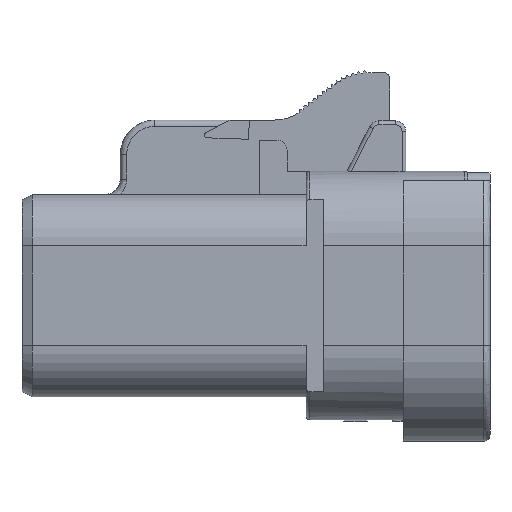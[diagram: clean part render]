
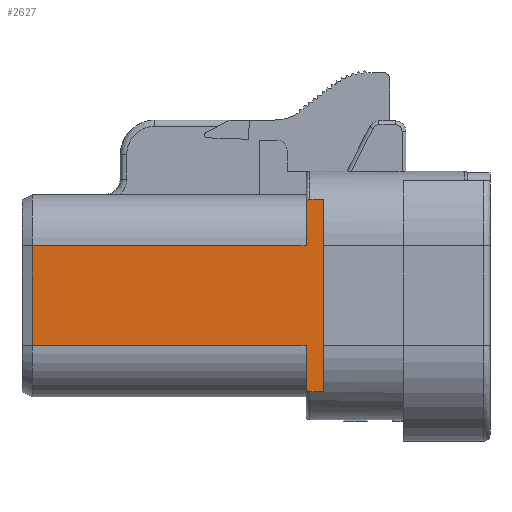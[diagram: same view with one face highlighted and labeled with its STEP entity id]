
A CAD part, left-side view. The second image highlights one B-rep face of the part: STEP entity #2627.
In plain terms, the highlighted planar face has unit normal (-1, 0, 0).
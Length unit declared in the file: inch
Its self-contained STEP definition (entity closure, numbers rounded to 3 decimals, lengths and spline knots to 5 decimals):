
#216 = CARTESIAN_POINT ( 'NONE',  ( -0.38386, 0.48346, 0.2954 ) ) ;
#307 = EDGE_CURVE ( 'NONE', #13155, #21770, #30690, .T. ) ;
#498 = CARTESIAN_POINT ( 'NONE',  ( -0.38386, 0.49462, 0.28404 ) ) ;
#572 = CARTESIAN_POINT ( 'NONE',  ( -0.38386, 0., -0.31004 ) ) ;
#1236 = ORIENTED_EDGE ( 'NONE', *, *, #1708, .T. ) ;
#1240 = CARTESIAN_POINT ( 'NONE',  ( -0.38386, 0.49528, -0.27565 ) ) ;
#1280 = ORIENTED_EDGE ( 'NONE', *, *, #14758, .T. ) ;
#1604 = LINE ( 'NONE', #35392, #35292 ) ;
#1708 = EDGE_CURVE ( 'NONE', #39871, #25141, #1604, .T. ) ;
#2627 = ADVANCED_FACE ( 'NONE', ( #3636 ), #3969, .T. ) ;
#2805 = CARTESIAN_POINT ( 'NONE',  ( -0.38386, 0., 0.2954 ) ) ;
#3636 = FACE_OUTER_BOUND ( 'NONE', #17759, .T. ) ;
#3781 = DIRECTION ( 'NONE',  ( 0., -1., 0. ) ) ;
#3969 = PLANE ( 'NONE',  #39847 ) ;
#4302 = EDGE_CURVE ( 'NONE', #6435, #35866, #4738, .T. ) ;
#4738 = B_SPLINE_CURVE_WITH_KNOTS ( 'NONE', 3,
 ( #11686, #28612, #18259, #28753, #41539, #15058, #4916, #1240 ),
 .UNSPECIFIED., .F., .F.,
 ( 4, 2, 2, 4 ),
 ( 0., 0.00016, 0.00032, 0.00064 ),
 .UNSPECIFIED. ) ;
#4916 = CARTESIAN_POINT ( 'NONE',  ( -0.38386, 0.49528, -0.27987 ) ) ;
#5706 = VECTOR ( 'NONE', #3781, 39.37008 ) ;
#6435 = VERTEX_POINT ( 'NONE', #40244 ) ;
#6770 = DIRECTION ( 'NONE',  ( 0., 0., 1. ) ) ;
#8065 = VECTOR ( 'NONE', #16854, 39.37008 ) ;
#8581 = LINE ( 'NONE', #20982, #8065 ) ;
#9023 = VERTEX_POINT ( 'NONE', #11147 ) ;
#10018 = VECTOR ( 'NONE', #19998, 39.37008 ) ;
#10997 = DIRECTION ( 'NONE',  ( 0., 1., 0. ) ) ;
#11147 = CARTESIAN_POINT ( 'NONE',  ( -0.38386, 0.49528, 0.27565 ) ) ;
#11585 = EDGE_CURVE ( 'NONE', #28214, #39871, #17036, .T. ) ;
#11638 = ORIENTED_EDGE ( 'NONE', *, *, #30795, .T. ) ;
#11686 = CARTESIAN_POINT ( 'NONE',  ( -0.38386, 0.48346, -0.2954 ) ) ;
#11987 = LINE ( 'NONE', #20793, #5706 ) ;
#13155 = VERTEX_POINT ( 'NONE', #15412 ) ;
#13211 = B_SPLINE_CURVE_WITH_KNOTS ( 'NONE', 3,
 ( #37432, #13594, #498, #24041, #27451, #17243, #20640, #216 ),
 .UNSPECIFIED., .F., .F.,
 ( 4, 2, 2, 4 ),
 ( 0., 0.00032, 0.00048, 0.00063 ),
 .UNSPECIFIED. ) ;
#13272 = EDGE_CURVE ( 'NONE', #6435, #16260, #16379, .T. ) ;
#13527 = CARTESIAN_POINT ( 'NONE',  ( -0.38386, 0.49528, -0.31004 ) ) ;
#13594 = CARTESIAN_POINT ( 'NONE',  ( -0.38386, 0.49528, 0.27987 ) ) ;
#14170 = CARTESIAN_POINT ( 'NONE',  ( -0.38386, 1.33465, 0.15256 ) ) ;
#14758 = EDGE_CURVE ( 'NONE', #9023, #28214, #27913, .T. ) ;
#15058 = CARTESIAN_POINT ( 'NONE',  ( -0.38386, 0.49459, -0.28411 ) ) ;
#15412 = CARTESIAN_POINT ( 'NONE',  ( -0.38386, 0.44094, 0.2954 ) ) ;
#16260 = VERTEX_POINT ( 'NONE', #42404 ) ;
#16379 = LINE ( 'NONE', #35874, #29586 ) ;
#16712 = ORIENTED_EDGE ( 'NONE', *, *, #4302, .F. ) ;
#16753 = EDGE_CURVE ( 'NONE', #16260, #13155, #40868, .T. ) ;
#16854 = DIRECTION ( 'NONE',  ( 0., 0., -1. ) ) ;
#17036 = LINE ( 'NONE', #31166, #24457 ) ;
#17243 = CARTESIAN_POINT ( 'NONE',  ( -0.38386, 0.48765, 0.29441 ) ) ;
#17254 = EDGE_CURVE ( 'NONE', #25141, #41404, #11987, .T. ) ;
#17295 = CARTESIAN_POINT ( 'NONE',  ( -0.38386, 0.49528, 0.15256 ) ) ;
#17541 = ORIENTED_EDGE ( 'NONE', *, *, #307, .T. ) ;
#17759 = EDGE_LOOP ( 'NONE', ( #41846, #1236, #29594, #11638, #16712, #34652, #33927, #17541, #21034, #1280 ) ) ;
#18259 = CARTESIAN_POINT ( 'NONE',  ( -0.38386, 0.48761, -0.29444 ) ) ;
#19998 = DIRECTION ( 'NONE',  ( 0., 0., -1. ) ) ;
#20279 = DIRECTION ( 'NONE',  ( -1., 0., 0. ) ) ;
#20640 = CARTESIAN_POINT ( 'NONE',  ( -0.38386, 0.48561, 0.2954 ) ) ;
#20793 = CARTESIAN_POINT ( 'NONE',  ( -0.38386, 0., -0.15256 ) ) ;
#20982 = CARTESIAN_POINT ( 'NONE',  ( -0.38386, 0.49528, 0. ) ) ;
#21034 = ORIENTED_EDGE ( 'NONE', *, *, #31204, .F. ) ;
#21770 = VERTEX_POINT ( 'NONE', #39980 ) ;
#22414 = VECTOR ( 'NONE', #23882, 39.37008 ) ;
#23408 = CARTESIAN_POINT ( 'NONE',  ( -0.38386, 1.33465, -0.15256 ) ) ;
#23882 = DIRECTION ( 'NONE',  ( 0., 0., 1. ) ) ;
#24041 = CARTESIAN_POINT ( 'NONE',  ( -0.38386, 0.49196, 0.28979 ) ) ;
#24457 = VECTOR ( 'NONE', #10997, 39.37008 ) ;
#25141 = VERTEX_POINT ( 'NONE', #23408 ) ;
#27451 = CARTESIAN_POINT ( 'NONE',  ( -0.38386, 0.49077, 0.2916 ) ) ;
#27913 = LINE ( 'NONE', #13527, #10018 ) ;
#28214 = VERTEX_POINT ( 'NONE', #17295 ) ;
#28612 = CARTESIAN_POINT ( 'NONE',  ( -0.38386, 0.4856, -0.2954 ) ) ;
#28753 = CARTESIAN_POINT ( 'NONE',  ( -0.38386, 0.49077, -0.29161 ) ) ;
#29214 = DIRECTION ( 'NONE',  ( 0., 0., -1. ) ) ;
#29586 = VECTOR ( 'NONE', #36016, 39.37008 ) ;
#29594 = ORIENTED_EDGE ( 'NONE', *, *, #17254, .T. ) ;
#30690 = LINE ( 'NONE', #2805, #40674 ) ;
#30795 = EDGE_CURVE ( 'NONE', #41404, #35866, #8581, .T. ) ;
#31166 = CARTESIAN_POINT ( 'NONE',  ( -0.38386, 0., 0.15256 ) ) ;
#31204 = EDGE_CURVE ( 'NONE', #9023, #21770, #13211, .T. ) ;
#33319 = CARTESIAN_POINT ( 'NONE',  ( -0.38386, 0.49528, -0.27565 ) ) ;
#33905 = CARTESIAN_POINT ( 'NONE',  ( -0.38386, 0.44094, -0.35433 ) ) ;
#33927 = ORIENTED_EDGE ( 'NONE', *, *, #16753, .T. ) ;
#34652 = ORIENTED_EDGE ( 'NONE', *, *, #13272, .T. ) ;
#35292 = VECTOR ( 'NONE', #29214, 39.37008 ) ;
#35392 = CARTESIAN_POINT ( 'NONE',  ( -0.38386, 1.33465, -0.31004 ) ) ;
#35866 = VERTEX_POINT ( 'NONE', #33319 ) ;
#35874 = CARTESIAN_POINT ( 'NONE',  ( -0.38386, 0., -0.2954 ) ) ;
#36016 = DIRECTION ( 'NONE',  ( 0., -1., 0. ) ) ;
#37432 = CARTESIAN_POINT ( 'NONE',  ( -0.38386, 0.49528, 0.27565 ) ) ;
#39847 = AXIS2_PLACEMENT_3D ( 'NONE', #572, #20279, #6770 ) ;
#39871 = VERTEX_POINT ( 'NONE', #14170 ) ;
#39980 = CARTESIAN_POINT ( 'NONE',  ( -0.38386, 0.48346, 0.2954 ) ) ;
#40139 = DIRECTION ( 'NONE',  ( 0., 1., 0. ) ) ;
#40244 = CARTESIAN_POINT ( 'NONE',  ( -0.38386, 0.48346, -0.2954 ) ) ;
#40674 = VECTOR ( 'NONE', #40139, 39.37008 ) ;
#40868 = LINE ( 'NONE', #33905, #22414 ) ;
#41404 = VERTEX_POINT ( 'NONE', #43390 ) ;
#41539 = CARTESIAN_POINT ( 'NONE',  ( -0.38386, 0.49194, -0.28981 ) ) ;
#41846 = ORIENTED_EDGE ( 'NONE', *, *, #11585, .T. ) ;
#42404 = CARTESIAN_POINT ( 'NONE',  ( -0.38386, 0.44094, -0.2954 ) ) ;
#43390 = CARTESIAN_POINT ( 'NONE',  ( -0.38386, 0.49528, -0.15256 ) ) ;
